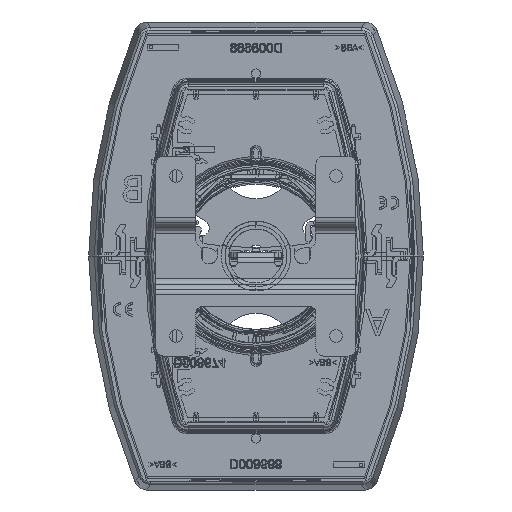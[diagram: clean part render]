
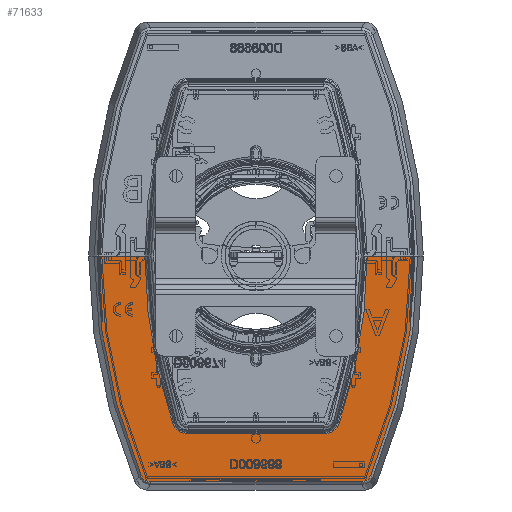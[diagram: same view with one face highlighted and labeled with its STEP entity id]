
A CAD part, left-side view. The second image highlights one B-rep face of the part: STEP entity #71633.
In plain terms, the highlighted planar face has unit normal (-1, 0, 0).
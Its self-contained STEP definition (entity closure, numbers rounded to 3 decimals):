
#56136=AXIS2_PLACEMENT_3D('Circle Axis2P3D',#56134,#56135,$) ;
#56160=AXIS2_PLACEMENT_3D('Circle Axis2P3D',#56158,#56159,$) ;
#70842=AXIS2_PLACEMENT_3D('Circle Axis2P3D',#70840,#70841,$) ;
#70859=AXIS2_PLACEMENT_3D('Circle Axis2P3D',#70857,#70858,$) ;
#71594=AXIS2_PLACEMENT_3D('Circle Axis2P3D',#71592,#71593,$) ;
#71607=AXIS2_PLACEMENT_3D('Plane Axis2P3D',#71604,#71605,#71606) ;
#71616=AXIS2_PLACEMENT_3D('Circle Axis2P3D',#71614,#71615,$) ;
#26613=CARTESIAN_POINT('Vertex',(2001.,59.646,-11.)) ;
#26616=CARTESIAN_POINT('Line Origine',(2001.,50.649,-11.)) ;
#26620=CARTESIAN_POINT('Vertex',(2001.,41.652,-11.)) ;
#55974=CARTESIAN_POINT('Vertex',(2001.,-39.531,-95.646)) ;
#55983=CARTESIAN_POINT('Vertex',(2001.,-43.02,-93.33)) ;
#55987=CARTESIAN_POINT('Control Point',(2001.,-43.02,-93.33)) ;
#55988=CARTESIAN_POINT('Control Point',(2001.,-42.917,-93.573)) ;
#55989=CARTESIAN_POINT('Control Point',(2001.,-42.794,-93.806)) ;
#55990=CARTESIAN_POINT('Control Point',(2001.,-42.651,-94.029)) ;
#55991=CARTESIAN_POINT('Control Point',(2001.,-42.259,-94.535)) ;
#55992=CARTESIAN_POINT('Control Point',(2001.,-41.768,-94.95)) ;
#55993=CARTESIAN_POINT('Control Point',(2001.,-41.45,-95.157)) ;
#55994=CARTESIAN_POINT('Control Point',(2001.,-40.885,-95.432)) ;
#55995=CARTESIAN_POINT('Control Point',(2001.,-40.277,-95.585)) ;
#55996=CARTESIAN_POINT('Control Point',(2001.,-40.03,-95.626)) ;
#55997=CARTESIAN_POINT('Control Point',(2001.,-39.78,-95.646)) ;
#55998=CARTESIAN_POINT('Control Point',(2001.,-39.531,-95.646)) ;
#56016=CARTESIAN_POINT('Vertex',(2001.,39.531,-95.646)) ;
#56019=CARTESIAN_POINT('Line Origine',(2001.,0.,-95.646)) ;
#56074=CARTESIAN_POINT('Vertex',(2001.,43.02,-93.33)) ;
#56078=CARTESIAN_POINT('Control Point',(2001.,39.531,-95.646)) ;
#56079=CARTESIAN_POINT('Control Point',(2001.,39.78,-95.646)) ;
#56080=CARTESIAN_POINT('Control Point',(2001.,40.03,-95.626)) ;
#56081=CARTESIAN_POINT('Control Point',(2001.,40.277,-95.585)) ;
#56082=CARTESIAN_POINT('Control Point',(2001.,40.885,-95.432)) ;
#56083=CARTESIAN_POINT('Control Point',(2001.,41.45,-95.157)) ;
#56084=CARTESIAN_POINT('Control Point',(2001.,41.768,-94.95)) ;
#56085=CARTESIAN_POINT('Control Point',(2001.,42.259,-94.535)) ;
#56086=CARTESIAN_POINT('Control Point',(2001.,42.651,-94.029)) ;
#56087=CARTESIAN_POINT('Control Point',(2001.,42.794,-93.806)) ;
#56088=CARTESIAN_POINT('Control Point',(2001.,42.917,-93.573)) ;
#56089=CARTESIAN_POINT('Control Point',(2001.,43.02,-93.33)) ;
#56103=CARTESIAN_POINT('Line Origine',(2001.,0.,-77.652)) ;
#56107=CARTESIAN_POINT('Vertex',(2001.,25.678,-77.652)) ;
#56109=CARTESIAN_POINT('Vertex',(2001.,-25.678,-77.652)) ;
#56134=CARTESIAN_POINT('Axis2P3D Location',(2001.,-25.678,-71.75)) ;
#56138=CARTESIAN_POINT('Vertex',(2001.,-31.265,-73.655)) ;
#56158=CARTESIAN_POINT('Axis2P3D Location',(2001.,25.678,-71.75)) ;
#56162=CARTESIAN_POINT('Vertex',(2001.,31.265,-73.655)) ;
#70837=CARTESIAN_POINT('Vertex',(2001.,-41.652,-11.)) ;
#70840=CARTESIAN_POINT('Axis2P3D Location',(2001.,152.5,-11.)) ;
#70857=CARTESIAN_POINT('Axis2P3D Location',(2001.,152.5,-11.)) ;
#70861=CARTESIAN_POINT('Vertex',(2001.,-59.646,-11.)) ;
#71592=CARTESIAN_POINT('Axis2P3D Location',(2001.,-152.5,-11.)) ;
#71604=CARTESIAN_POINT('Axis2P3D Location',(2001.,0.,-11.)) ;
#71609=CARTESIAN_POINT('Line Origine',(2001.,-50.649,-11.)) ;
#71614=CARTESIAN_POINT('Axis2P3D Location',(2001.,-152.5,-11.)) ;
#26617=DIRECTION('Vector Direction',(0.,1.,0.)) ;
#56020=DIRECTION('Vector Direction',(0.,1.,0.)) ;
#56104=DIRECTION('Vector Direction',(0.,1.,0.)) ;
#56135=DIRECTION('Axis2P3D Direction',(-1.,0.,0.)) ;
#56159=DIRECTION('Axis2P3D Direction',(-1.,0.,0.)) ;
#70841=DIRECTION('Axis2P3D Direction',(-1.,0.,0.)) ;
#70858=DIRECTION('Axis2P3D Direction',(-1.,0.,0.)) ;
#71593=DIRECTION('Axis2P3D Direction',(-1.,0.,0.)) ;
#71605=DIRECTION('Axis2P3D Direction',(-1.,0.,0.)) ;
#71606=DIRECTION('Axis2P3D XDirection',(0.,1.,0.)) ;
#71610=DIRECTION('Vector Direction',(0.,-1.,0.)) ;
#71615=DIRECTION('Axis2P3D Direction',(-1.,0.,0.)) ;
#26618=VECTOR('Line Direction',#26617,1.) ;
#56021=VECTOR('Line Direction',#56020,1.) ;
#56105=VECTOR('Line Direction',#56104,1.) ;
#71611=VECTOR('Line Direction',#71610,1.) ;
#71620=ORIENTED_EDGE('',*,*,#71613,.F.) ;
#71621=ORIENTED_EDGE('',*,*,#70844,.F.) ;
#71622=ORIENTED_EDGE('',*,*,#56140,.F.) ;
#71623=ORIENTED_EDGE('',*,*,#56111,.F.) ;
#71624=ORIENTED_EDGE('',*,*,#56164,.F.) ;
#71625=ORIENTED_EDGE('',*,*,#71618,.F.) ;
#71626=ORIENTED_EDGE('',*,*,#26622,.F.) ;
#71627=ORIENTED_EDGE('',*,*,#71596,.T.) ;
#71628=ORIENTED_EDGE('',*,*,#56090,.T.) ;
#71629=ORIENTED_EDGE('',*,*,#56023,.T.) ;
#71630=ORIENTED_EDGE('',*,*,#55999,.T.) ;
#71631=ORIENTED_EDGE('',*,*,#70863,.T.) ;
#71633=ADVANCED_FACE('D008668.2\\Corps principal',(#71632),#71608,.T.) ;
#55986=B_SPLINE_CURVE_WITH_KNOTS('',5,(#55987,#55988,#55989,#55990,#55991,#55992,#55993,#55994,#55995,#55996,#55997,#55998),.UNSPECIFIED.,.F.,.U.,(6,3,3,6),(1.311,3.252,6.012,7.852),.UNSPECIFIED.) ;
#56077=B_SPLINE_CURVE_WITH_KNOTS('',5,(#56078,#56079,#56080,#56081,#56082,#56083,#56084,#56085,#56086,#56087,#56088,#56089),.UNSPECIFIED.,.F.,.U.,(6,3,3,6),(1.311,3.151,5.912,7.852),.UNSPECIFIED.) ;
#56137=CIRCLE('generated circle',#56136,5.902) ;
#56161=CIRCLE('generated circle',#56160,5.902) ;
#70843=CIRCLE('generated circle',#70842,194.152) ;
#70860=CIRCLE('generated circle',#70859,212.146) ;
#71595=CIRCLE('generated circle',#71594,212.146) ;
#71617=CIRCLE('generated circle',#71616,194.152) ;
#26622=EDGE_CURVE('',#26614,#26621,#26619,.F.) ;
#55999=EDGE_CURVE('',#55975,#55984,#55986,.F.) ;
#56023=EDGE_CURVE('',#56017,#55975,#56022,.F.) ;
#56090=EDGE_CURVE('',#56075,#56017,#56077,.F.) ;
#56111=EDGE_CURVE('',#56108,#56110,#56106,.F.) ;
#56140=EDGE_CURVE('',#56110,#56139,#56137,.T.) ;
#56164=EDGE_CURVE('',#56163,#56108,#56161,.T.) ;
#70844=EDGE_CURVE('',#56139,#70838,#70843,.T.) ;
#70863=EDGE_CURVE('',#55984,#70862,#70860,.T.) ;
#71596=EDGE_CURVE('',#26614,#56075,#71595,.T.) ;
#71613=EDGE_CURVE('',#70838,#70862,#71612,.T.) ;
#71618=EDGE_CURVE('',#26621,#56163,#71617,.T.) ;
#71619=EDGE_LOOP('',(#71620,#71621,#71622,#71623,#71624,#71625,#71626,#71627,#71628,#71629,#71630,#71631)) ;
#71632=FACE_OUTER_BOUND('',#71619,.T.) ;
#26619=LINE('Line',#26616,#26618) ;
#56022=LINE('Line',#56019,#56021) ;
#56106=LINE('Line',#56103,#56105) ;
#71612=LINE('Line',#71609,#71611) ;
#71608=PLANE('',#71607) ;
#26614=VERTEX_POINT('',#26613) ;
#26621=VERTEX_POINT('',#26620) ;
#55975=VERTEX_POINT('',#55974) ;
#55984=VERTEX_POINT('',#55983) ;
#56017=VERTEX_POINT('',#56016) ;
#56075=VERTEX_POINT('',#56074) ;
#56108=VERTEX_POINT('',#56107) ;
#56110=VERTEX_POINT('',#56109) ;
#56139=VERTEX_POINT('',#56138) ;
#56163=VERTEX_POINT('',#56162) ;
#70838=VERTEX_POINT('',#70837) ;
#70862=VERTEX_POINT('',#70861) ;
